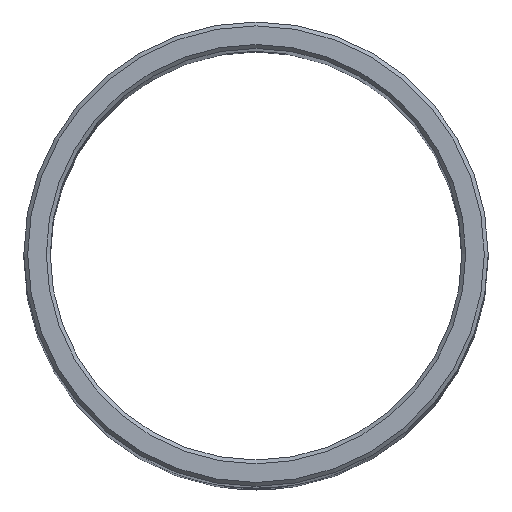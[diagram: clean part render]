
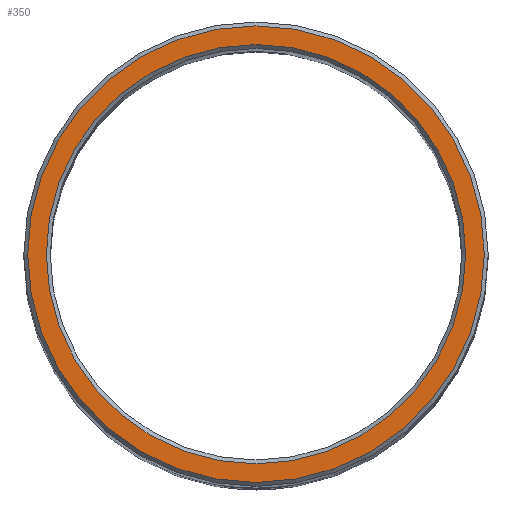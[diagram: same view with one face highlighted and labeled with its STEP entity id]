
A CAD part, top view. The second image highlights one B-rep face of the part: STEP entity #350.
In plain terms, the highlighted planar face has unit normal (0, 0, 1).
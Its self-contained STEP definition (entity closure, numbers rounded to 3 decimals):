
#30=FACE_BOUND('',#89,.T.);
#32=PLANE('',#386);
#39=CIRCLE('',#385,16.175);
#40=CIRCLE('',#387,17.611);
#58=FACE_OUTER_BOUND('',#88,.T.);
#88=EDGE_LOOP('',(#322));
#89=EDGE_LOOP('',(#323));
#179=VERTEX_POINT('',#1019);
#180=VERTEX_POINT('',#1023);
#227=EDGE_CURVE('',#179,#179,#39,.T.);
#228=EDGE_CURVE('',#180,#180,#40,.T.);
#322=ORIENTED_EDGE('',*,*,#228,.F.);
#323=ORIENTED_EDGE('',*,*,#227,.F.);
#350=ADVANCED_FACE('',(#58,#30),#32,.T.);
#385=AXIS2_PLACEMENT_3D('',#1021,#441,#442);
#386=AXIS2_PLACEMENT_3D('',#1022,#443,#444);
#387=AXIS2_PLACEMENT_3D('',#1024,#445,#446);
#441=DIRECTION('center_axis',(0.,0.,1.));
#442=DIRECTION('ref_axis',(-1.,0.,0.));
#443=DIRECTION('center_axis',(0.,0.,1.));
#444=DIRECTION('ref_axis',(1.,0.,0.));
#445=DIRECTION('center_axis',(0.,0.,-1.));
#446=DIRECTION('ref_axis',(-1.,0.,0.));
#1019=CARTESIAN_POINT('',(16.175,0.,160.655));
#1021=CARTESIAN_POINT('Origin',(0.,0.,160.655));
#1022=CARTESIAN_POINT('Origin',(0.,0.,160.655));
#1023=CARTESIAN_POINT('',(17.611,0.,160.655));
#1024=CARTESIAN_POINT('Origin',(0.,0.,160.655));
